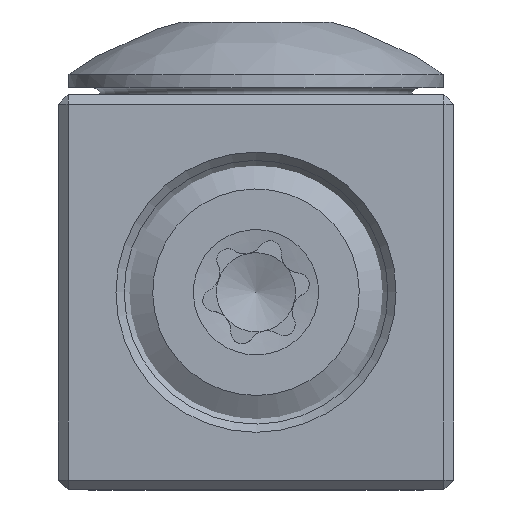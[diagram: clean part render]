
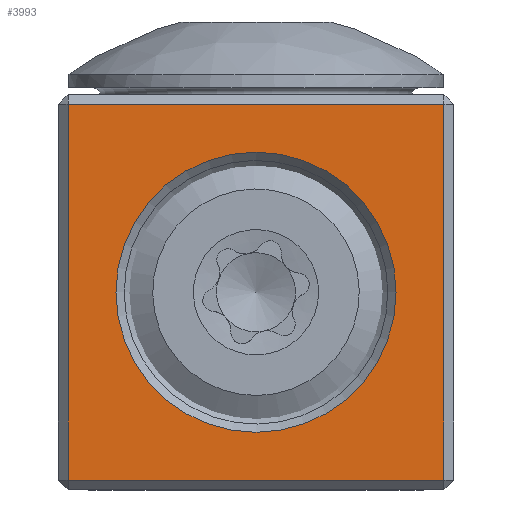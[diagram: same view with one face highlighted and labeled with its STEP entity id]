
A CAD part, left-side view. The second image highlights one B-rep face of the part: STEP entity #3993.
In plain terms, the highlighted planar face has unit normal (-1, 0, 0).
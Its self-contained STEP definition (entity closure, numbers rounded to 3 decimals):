
#34 = CARTESIAN_POINT ( 'NONE',  ( -80., 0., 0. ) ) ;
#161 = DIRECTION ( 'NONE',  ( 0., 0., 1. ) ) ;
#310 = DIRECTION ( 'NONE',  ( -1., 0., 0. ) ) ;
#325 = VECTOR ( 'NONE', #4466, 1000. ) ;
#391 = CARTESIAN_POINT ( 'NONE',  ( -80., 5.7, -5.7 ) ) ;
#550 = VERTEX_POINT ( 'NONE', #6054 ) ;
#727 = EDGE_CURVE ( 'NONE', #5939, #1844, #3453, .T. ) ;
#754 = CARTESIAN_POINT ( 'NONE',  ( -80., 0., 0. ) ) ;
#1096 = LINE ( 'NONE', #2373, #3833 ) ;
#1231 = DIRECTION ( 'NONE',  ( 0., 0., 1. ) ) ;
#1294 = PLANE ( 'NONE',  #7510 ) ;
#1653 = ORIENTED_EDGE ( 'NONE', *, *, #727, .T. ) ;
#1785 = ORIENTED_EDGE ( 'NONE', *, *, #7795, .F. ) ;
#1844 = VERTEX_POINT ( 'NONE', #6554 ) ;
#1956 = LINE ( 'NONE', #4428, #325 ) ;
#2203 = VECTOR ( 'NONE', #5292, 1000. ) ;
#2373 = CARTESIAN_POINT ( 'NONE',  ( -80., 5.7, 0. ) ) ;
#2399 = EDGE_CURVE ( 'NONE', #2445, #3140, #1956, .T. ) ;
#2406 = FACE_BOUND ( 'NONE', #2990, .T. ) ;
#2445 = VERTEX_POINT ( 'NONE', #3877 ) ;
#2677 = ORIENTED_EDGE ( 'NONE', *, *, #5927, .T. ) ;
#2990 = EDGE_LOOP ( 'NONE', ( #1785 ) ) ;
#3140 = VERTEX_POINT ( 'NONE', #7614 ) ;
#3223 = VECTOR ( 'NONE', #1231, 1000. ) ;
#3453 = LINE ( 'NONE', #6048, #2203 ) ;
#3833 = VECTOR ( 'NONE', #7712, 1000. ) ;
#3877 = CARTESIAN_POINT ( 'NONE',  ( -80., -5.7, 5.7 ) ) ;
#3993 = ADVANCED_FACE ( 'NONE', ( #2406, #6721 ), #1294, .T. ) ;
#4428 = CARTESIAN_POINT ( 'NONE',  ( -80., 0., 5.7 ) ) ;
#4456 = ORIENTED_EDGE ( 'NONE', *, *, #7647, .T. ) ;
#4466 = DIRECTION ( 'NONE',  ( 0., 1., 0. ) ) ;
#4865 = AXIS2_PLACEMENT_3D ( 'NONE', #754, #310, #161 ) ;
#5215 = EDGE_LOOP ( 'NONE', ( #1653, #4456, #6302, #2677 ) ) ;
#5292 = DIRECTION ( 'NONE',  ( 0., -1., 0. ) ) ;
#5487 = DIRECTION ( 'NONE',  ( -1., 0., 0. ) ) ;
#5927 = EDGE_CURVE ( 'NONE', #3140, #5939, #1096, .T. ) ;
#5939 = VERTEX_POINT ( 'NONE', #391 ) ;
#6020 = LINE ( 'NONE', #6061, #3223 ) ;
#6048 = CARTESIAN_POINT ( 'NONE',  ( -80., 0., -5.7 ) ) ;
#6054 = CARTESIAN_POINT ( 'NONE',  ( -80., 0., 4.25 ) ) ;
#6061 = CARTESIAN_POINT ( 'NONE',  ( -80., -5.7, 0. ) ) ;
#6302 = ORIENTED_EDGE ( 'NONE', *, *, #2399, .T. ) ;
#6554 = CARTESIAN_POINT ( 'NONE',  ( -80., -5.7, -5.7 ) ) ;
#6721 = FACE_OUTER_BOUND ( 'NONE', #5215, .T. ) ;
#7280 = DIRECTION ( 'NONE',  ( 0., 0., 1. ) ) ;
#7510 = AXIS2_PLACEMENT_3D ( 'NONE', #34, #5487, #7280 ) ;
#7614 = CARTESIAN_POINT ( 'NONE',  ( -80., 5.7, 5.7 ) ) ;
#7647 = EDGE_CURVE ( 'NONE', #1844, #2445, #6020, .T. ) ;
#7712 = DIRECTION ( 'NONE',  ( 0., 0., -1. ) ) ;
#7773 = CIRCLE ( 'NONE', #4865, 4.25 ) ;
#7795 = EDGE_CURVE ( 'NONE', #550, #550, #7773, .T. ) ;
